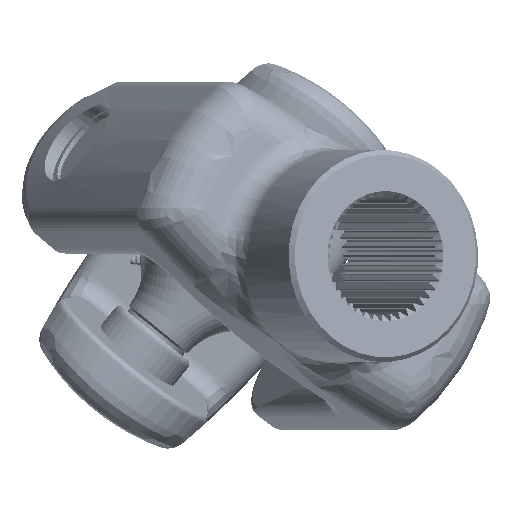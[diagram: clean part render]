
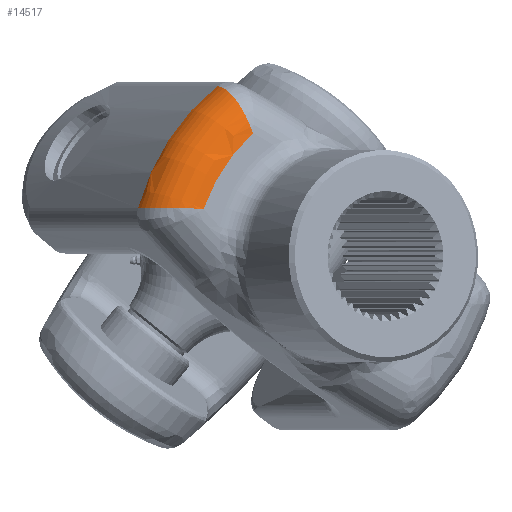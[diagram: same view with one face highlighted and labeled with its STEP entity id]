
A CAD part, left-side view. The second image highlights one B-rep face of the part: STEP entity #14517.
In plain terms, the highlighted toroidal (fillet/blend) face has major radius 80 mm and minor radius 20 mm.
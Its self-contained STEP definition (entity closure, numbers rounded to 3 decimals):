
#1779 = CARTESIAN_POINT ( 'NONE',  ( -30.597, -76.774, -39.058 ) ) ;
#1861 = CARTESIAN_POINT ( 'NONE',  ( 26.022, -70.387, -47.086 ) ) ;
#2738 = EDGE_LOOP ( 'NONE', ( #21559, #28031, #41437, #40416 ) ) ;
#3292 = CARTESIAN_POINT ( 'NONE',  ( 30.597, -76.774, -39.058 ) ) ;
#3825 = CARTESIAN_POINT ( 'NONE',  ( -26.994, -71.777, -46.031 ) ) ;
#3976 = CARTESIAN_POINT ( 'NONE',  ( 31.817, -78.42, -32.697 ) ) ;
#4470 = CARTESIAN_POINT ( 'NONE',  ( 0., 16.202, -30. ) ) ;
#4561 = CARTESIAN_POINT ( 'NONE',  ( 25.004, -68.915, -48.014 ) ) ;
#5162 = CARTESIAN_POINT ( 'NONE',  ( -31.753, -78.335, -33.358 ) ) ;
#5239 = CARTESIAN_POINT ( 'NONE',  ( 28.869, -74.402, -43.128 ) ) ;
#5577 = EDGE_CURVE ( 'NONE', #13970, #22575, #20546, .T. ) ;
#5740 = VERTEX_POINT ( 'NONE', #27015 ) ;
#5814 = CARTESIAN_POINT ( 'NONE',  ( -31.925, -78.565, -30.677 ) ) ;
#5842 = CARTESIAN_POINT ( 'NONE',  ( -23.946, -67.363, -48.773 ) ) ;
#6446 = B_SPLINE_CURVE_WITH_KNOTS ( 'NONE', 3,
 ( #15475, #16191, #36383, #3976, #27637, #41793, #21624, #3292, #12765, #38330, #16096, #5239, #36312, #30257, #18197, #23535, #20205, #1861, #12065, #4561, #39709, #21525, #15423, #25544, #41734, #26884, #23566, #10034 ),
 .UNSPECIFIED., .F., .F.,
 ( 4, 2, 2, 2, 2, 2, 2, 2, 2, 2, 2, 2, 2, 4 ),
 ( 0., 0.002, 0.004, 0.008, 0.012, 0.014, 0.015, 0.016, 0.02, 0.022, 0.024, 0.026, 0.028, 0.032 ),
 .UNSPECIFIED. ) ;
#7220 = CARTESIAN_POINT ( 'NONE',  ( -27.606, -72.64, -45.227 ) ) ;
#8585 = AXIS2_PLACEMENT_3D ( 'NONE', #24619, #19911, #17883 ) ;
#9982 = CARTESIAN_POINT ( 'NONE',  ( -28.734, -74.214, -43.376 ) ) ;
#10034 = CARTESIAN_POINT ( 'NONE',  ( 19.946, -61.271, -50. ) ) ;
#10559 = CARTESIAN_POINT ( 'NONE',  ( 0., 16.202, -30. ) ) ;
#10750 = VERTEX_POINT ( 'NONE', #17641 ) ;
#12065 = CARTESIAN_POINT ( 'NONE',  ( 25.689, -69.908, -47.413 ) ) ;
#12293 = CARTESIAN_POINT ( 'NONE',  ( -19.946, -61.271, -50. ) ) ;
#12696 = CARTESIAN_POINT ( 'NONE',  ( -31.253, -77.663, -36.588 ) ) ;
#12765 = CARTESIAN_POINT ( 'NONE',  ( 30.199, -76.233, -40.218 ) ) ;
#13970 = VERTEX_POINT ( 'NONE', #28660 ) ;
#14066 = CARTESIAN_POINT ( 'NONE',  ( -29.262, -74.945, -42.37 ) ) ;
#14517 = ADVANCED_FACE ( 'NONE', ( #40946 ), #36673, .T. ) ;
#14721 = CARTESIAN_POINT ( 'NONE',  ( -28.459, -73.832, -43.857 ) ) ;
#15423 = CARTESIAN_POINT ( 'NONE',  ( 23.588, -66.834, -48.985 ) ) ;
#15475 = CARTESIAN_POINT ( 'NONE',  ( 31.925, -78.565, -30. ) ) ;
#16052 = CARTESIAN_POINT ( 'NONE',  ( -29.508, -75.284, -41.846 ) ) ;
#16096 = CARTESIAN_POINT ( 'NONE',  ( 29.262, -74.945, -42.37 ) ) ;
#16191 = CARTESIAN_POINT ( 'NONE',  ( 31.925, -78.565, -30.677 ) ) ;
#16518 = CIRCLE ( 'NONE', #38964, 100. ) ;
#16634 = EDGE_CURVE ( 'NONE', #10750, #22575, #20503, .T. ) ;
#17434 = CARTESIAN_POINT ( 'NONE',  ( -22.867, -65.758, -49.352 ) ) ;
#17641 = CARTESIAN_POINT ( 'NONE',  ( 19.946, -61.271, -50. ) ) ;
#17883 = DIRECTION ( 'NONE',  ( -1., 0., 0. ) ) ;
#18083 = DIRECTION ( 'NONE',  ( -1., 0., 0. ) ) ;
#18197 = CARTESIAN_POINT ( 'NONE',  ( 28.319, -73.637, -44.091 ) ) ;
#19450 = CARTESIAN_POINT ( 'NONE',  ( -22.503, -65.209, -49.506 ) ) ;
#19911 = DIRECTION ( 'NONE',  ( 0., 0., -1. ) ) ;
#20059 = EDGE_CURVE ( 'NONE', #5740, #10750, #6446, .T. ) ;
#20205 = CARTESIAN_POINT ( 'NONE',  ( 26.994, -71.777, -46.031 ) ) ;
#20495 = AXIS2_PLACEMENT_3D ( 'NONE', #4470, #34865, #18083 ) ;
#20503 = CIRCLE ( 'NONE', #8585, 80. ) ;
#20546 = B_SPLINE_CURVE_WITH_KNOTS ( 'NONE', 3,
 ( #41622, #5814, #29474, #23466, #5162, #21442, #12696, #1779, #24153, #16052, #14066, #25471, #9982, #14721, #22135, #7220, #3825, #28171, #24179, #22817, #36233, #5842, #30207, #17434, #19450, #27500, #40988, #32852 ),
 .UNSPECIFIED., .F., .F.,
 ( 4, 2, 2, 2, 2, 2, 2, 2, 2, 2, 2, 2, 2, 4 ),
 ( 0., 0.002, 0.004, 0.008, 0.012, 0.014, 0.015, 0.016, 0.02, 0.022, 0.024, 0.026, 0.028, 0.032 ),
 .UNSPECIFIED. ) ;
#20714 = DIRECTION ( 'NONE',  ( 0., 0., 1. ) ) ;
#21442 = CARTESIAN_POINT ( 'NONE',  ( -31.501, -77.996, -35.317 ) ) ;
#21525 = CARTESIAN_POINT ( 'NONE',  ( 23.946, -67.363, -48.773 ) ) ;
#21559 = ORIENTED_EDGE ( 'NONE', *, *, #5577, .T. ) ;
#21624 = CARTESIAN_POINT ( 'NONE',  ( 31.253, -77.663, -36.588 ) ) ;
#22135 = CARTESIAN_POINT ( 'NONE',  ( -28.319, -73.637, -44.091 ) ) ;
#22575 = VERTEX_POINT ( 'NONE', #12293 ) ;
#22817 = CARTESIAN_POINT ( 'NONE',  ( -25.004, -68.915, -48.014 ) ) ;
#23466 = CARTESIAN_POINT ( 'NONE',  ( -31.817, -78.42, -32.697 ) ) ;
#23535 = CARTESIAN_POINT ( 'NONE',  ( 27.606, -72.64, -45.227 ) ) ;
#23566 = CARTESIAN_POINT ( 'NONE',  ( 20.672, -62.413, -50. ) ) ;
#24153 = CARTESIAN_POINT ( 'NONE',  ( -30.199, -76.233, -40.218 ) ) ;
#24179 = CARTESIAN_POINT ( 'NONE',  ( -25.689, -69.908, -47.413 ) ) ;
#24619 = CARTESIAN_POINT ( 'NONE',  ( 0., 16.202, -50. ) ) ;
#25471 = CARTESIAN_POINT ( 'NONE',  ( -28.869, -74.402, -43.128 ) ) ;
#25544 = CARTESIAN_POINT ( 'NONE',  ( 22.867, -65.758, -49.352 ) ) ;
#26884 = CARTESIAN_POINT ( 'NONE',  ( 21.406, -63.545, -49.876 ) ) ;
#27015 = CARTESIAN_POINT ( 'NONE',  ( 31.925, -78.565, -30. ) ) ;
#27500 = CARTESIAN_POINT ( 'NONE',  ( -21.406, -63.545, -49.876 ) ) ;
#27637 = CARTESIAN_POINT ( 'NONE',  ( 31.753, -78.335, -33.358 ) ) ;
#28031 = ORIENTED_EDGE ( 'NONE', *, *, #16634, .F. ) ;
#28171 = CARTESIAN_POINT ( 'NONE',  ( -26.022, -70.387, -47.086 ) ) ;
#28660 = CARTESIAN_POINT ( 'NONE',  ( -31.925, -78.565, -30. ) ) ;
#29474 = CARTESIAN_POINT ( 'NONE',  ( -31.903, -78.536, -31.355 ) ) ;
#30207 = CARTESIAN_POINT ( 'NONE',  ( -23.588, -66.834, -48.985 ) ) ;
#30257 = CARTESIAN_POINT ( 'NONE',  ( 28.459, -73.832, -43.857 ) ) ;
#32852 = CARTESIAN_POINT ( 'NONE',  ( -19.946, -61.271, -50. ) ) ;
#34865 = DIRECTION ( 'NONE',  ( 0., 0., -1. ) ) ;
#36233 = CARTESIAN_POINT ( 'NONE',  ( -24.653, -68.402, -48.287 ) ) ;
#36312 = CARTESIAN_POINT ( 'NONE',  ( 28.734, -74.214, -43.376 ) ) ;
#36383 = CARTESIAN_POINT ( 'NONE',  ( 31.903, -78.536, -31.355 ) ) ;
#36673 = TOROIDAL_SURFACE ( 'NONE', #20495, 80., 20. ) ;
#38330 = CARTESIAN_POINT ( 'NONE',  ( 29.508, -75.284, -41.846 ) ) ;
#38868 = DIRECTION ( 'NONE',  ( -1., 0., 0. ) ) ;
#38964 = AXIS2_PLACEMENT_3D ( 'NONE', #10559, #20714, #38868 ) ;
#39709 = CARTESIAN_POINT ( 'NONE',  ( 24.653, -68.402, -48.287 ) ) ;
#40416 = ORIENTED_EDGE ( 'NONE', *, *, #41278, .F. ) ;
#40946 = FACE_OUTER_BOUND ( 'NONE', #2738, .T. ) ;
#40988 = CARTESIAN_POINT ( 'NONE',  ( -20.672, -62.413, -50. ) ) ;
#41278 = EDGE_CURVE ( 'NONE', #13970, #5740, #16518, .T. ) ;
#41437 = ORIENTED_EDGE ( 'NONE', *, *, #20059, .F. ) ;
#41622 = CARTESIAN_POINT ( 'NONE',  ( -31.925, -78.565, -30. ) ) ;
#41734 = CARTESIAN_POINT ( 'NONE',  ( 22.503, -65.209, -49.506 ) ) ;
#41793 = CARTESIAN_POINT ( 'NONE',  ( 31.501, -77.996, -35.317 ) ) ;
